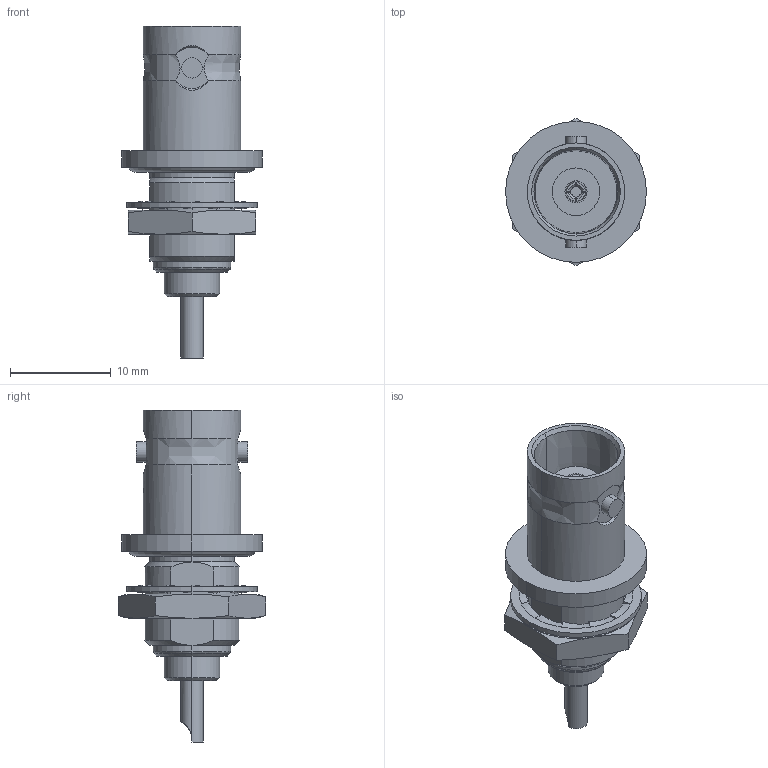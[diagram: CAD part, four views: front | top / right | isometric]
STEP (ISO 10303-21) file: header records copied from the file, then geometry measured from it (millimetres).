
FILE_DESCRIPTION (( 'STEP AP214' ), '1' );
FILE_NAME ('J01001A0614.STEP', '2012-01-24T07:35:25', ( 'markiewicz' ), ( '' ), 'SwSTEP 2.0', 'SolidWorks 2011', '' );
FILE_SCHEMA (( 'AUTOMOTIVE_DESIGN' ));
Length unit declared in the file: millimetre
Products named in the file (1): J01001A0614
Bounding box: 14 x 14.66 x 33 mm (x, y, z)
Volume: 1798.2 mm3; surface area: 2081.7 mm2
Topology: 3 solids, 3 shells, 265 faces, 651 edges, 405 vertices
Faces by surface type: plane 119, cylinder 54, cone 47, bspline 41, torus 4
Entity records: 11560 total; most frequent: CARTESIAN_POINT 2663, ORIENTED_EDGE 1298, DIRECTION 1122, EDGE_CURVE 649, VERTEX_POINT 405, AXIS2_PLACEMENT_3D 396, LINE 330, VECTOR 330
